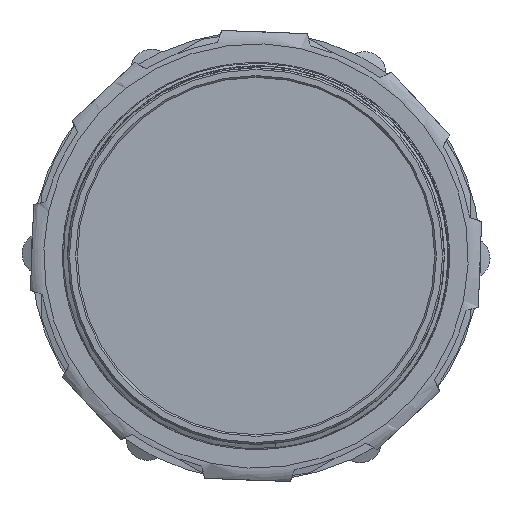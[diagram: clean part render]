
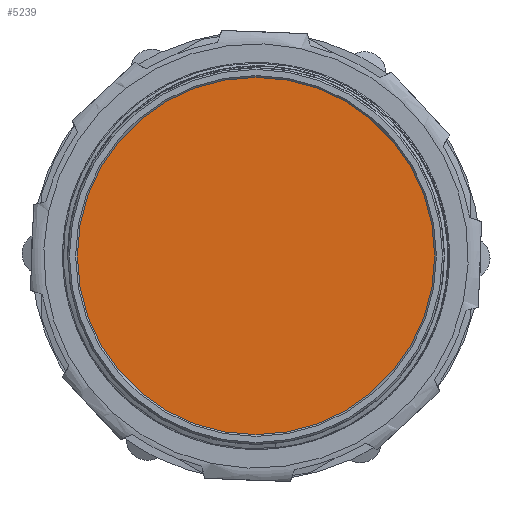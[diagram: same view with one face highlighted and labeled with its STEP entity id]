
A CAD part, front view. The second image highlights one B-rep face of the part: STEP entity #5239.
In plain terms, the highlighted planar face has unit normal (0, -1, 0).
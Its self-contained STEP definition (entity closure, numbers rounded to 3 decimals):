
#169=FACE_BOUND('',#624,.T.);
#192=PLANE('',#5614);
#324=FACE_OUTER_BOUND('',#623,.T.);
#623=EDGE_LOOP('',(#3497));
#624=EDGE_LOOP('',(#3498));
#1251=CIRCLE('',#5615,55.35);
#1252=CIRCLE('',#5616,55.319);
#2084=VERTEX_POINT('',#10103);
#2085=VERTEX_POINT('',#10105);
#2634=EDGE_CURVE('',#2084,#2084,#1251,.T.);
#2635=EDGE_CURVE('',#2085,#2085,#1252,.T.);
#3497=ORIENTED_EDGE('',*,*,#2634,.T.);
#3498=ORIENTED_EDGE('',*,*,#2635,.F.);
#5239=ADVANCED_FACE('',(#324,#169),#192,.T.);
#5614=AXIS2_PLACEMENT_3D('',#10102,#6097,#6098);
#5615=AXIS2_PLACEMENT_3D('',#10104,#6099,#6100);
#5616=AXIS2_PLACEMENT_3D('',#10106,#6101,#6102);
#6097=DIRECTION('center_axis',(0.,-1.,0.));
#6098=DIRECTION('ref_axis',(0.,0.,1.));
#6099=DIRECTION('center_axis',(0.,-1.,0.));
#6100=DIRECTION('ref_axis',(0.876,0.,-0.482));
#6101=DIRECTION('center_axis',(0.,-1.,0.));
#6102=DIRECTION('ref_axis',(0.,0.,
-1.));
#10102=CARTESIAN_POINT('Origin',(65.,22.,0.));
#10103=CARTESIAN_POINT('',(-48.49,22.,26.69));
#10104=CARTESIAN_POINT('Origin',(0.,22.,0.));
#10105=CARTESIAN_POINT('',(0.,22.,55.319));
#10106=CARTESIAN_POINT('Origin',(0.,22.,0.));
